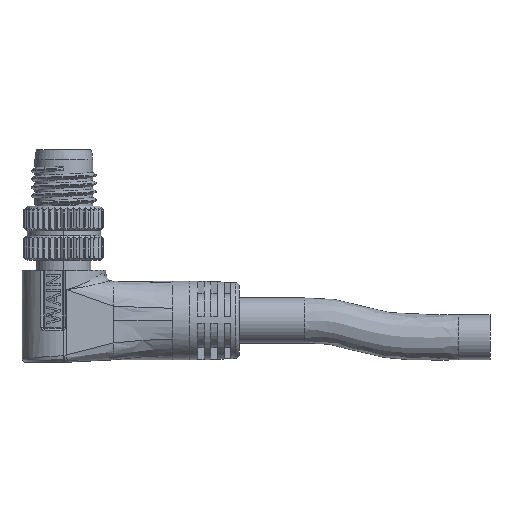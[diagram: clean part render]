
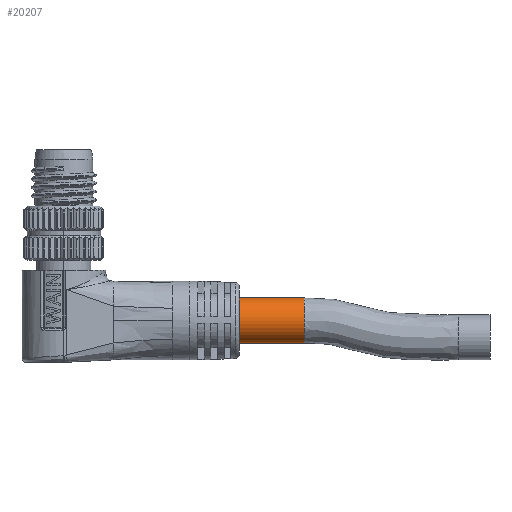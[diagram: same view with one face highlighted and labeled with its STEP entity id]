
A CAD part, top view. The second image highlights one B-rep face of the part: STEP entity #20207.
In plain terms, the highlighted cylindrical face has radius 2.7 mm (diameter 5.4 mm), a partial arc.
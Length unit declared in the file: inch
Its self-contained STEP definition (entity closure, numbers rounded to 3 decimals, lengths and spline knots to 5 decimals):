
#8434=CARTESIAN_POINT('',(0.82677,-0.01772,0.));
#8435=DIRECTION('',(1.,0.,0.));
#8436=DIRECTION('',(0.,1.,0.));
#8437=AXIS2_PLACEMENT_3D('',#8434,#8435,#8436);
#8444=DIRECTION('',(1.,0.,0.));
#8445=VECTOR('',#8444,0.30622);
#8446=CARTESIAN_POINT('',(0.82677,0.08858,0.));
#8447=LINE('',#8446,#8445);
#8448=DIRECTION('',(1.,0.,0.));
#8449=VECTOR('',#8448,0.30622);
#8450=CARTESIAN_POINT('',(0.82677,-0.12402,0.));
#8451=LINE('',#8450,#8449);
#8501=CARTESIAN_POINT('',(1.13299,-0.01772,0.));
#8502=DIRECTION('',(1.,0.,0.));
#8503=DIRECTION('',(0.,1.,0.));
#8504=AXIS2_PLACEMENT_3D('',#8501,#8502,#8503);
#10579=CARTESIAN_POINT('',(1.13299,0.08858,0.));
#10580=CARTESIAN_POINT('',(1.13299,-0.12402,0.));
#10581=VERTEX_POINT('',#10579);
#10582=VERTEX_POINT('',#10580);
#10589=CARTESIAN_POINT('',(0.82677,0.08858,0.));
#10590=CARTESIAN_POINT('',(0.82677,-0.12402,0.));
#10591=VERTEX_POINT('',#10589);
#10592=VERTEX_POINT('',#10590);
#20193=CARTESIAN_POINT('',(0.82677,-0.01772,0.));
#20194=DIRECTION('',(1.,0.,0.));
#20195=DIRECTION('',(0.,1.,0.));
#20196=AXIS2_PLACEMENT_3D('',#20193,#20194,#20195);
#20197=CYLINDRICAL_SURFACE('',#20196,0.1063);
#20198=ORIENTED_EDGE('',*,*,#20186,.F.);
#20200=ORIENTED_EDGE('',*,*,#20199,.T.);
#20202=ORIENTED_EDGE('',*,*,#20201,.T.);
#20204=ORIENTED_EDGE('',*,*,#20203,.F.);
#20205=EDGE_LOOP('',(#20198,#20200,#20202,#20204));
#20206=FACE_OUTER_BOUND('',#20205,.F.);
#20207=ADVANCED_FACE('',(#20206),#20197,.T.);
#8438=CIRCLE('',#8437,0.1063);
#8505=CIRCLE('',#8504,0.1063);
#20186=EDGE_CURVE('',#10591,#10592,#8438,.T.);
#20199=EDGE_CURVE('',#10591,#10581,#8447,.T.);
#20201=EDGE_CURVE('',#10581,#10582,#8505,.T.);
#20203=EDGE_CURVE('',#10592,#10582,#8451,.T.);
